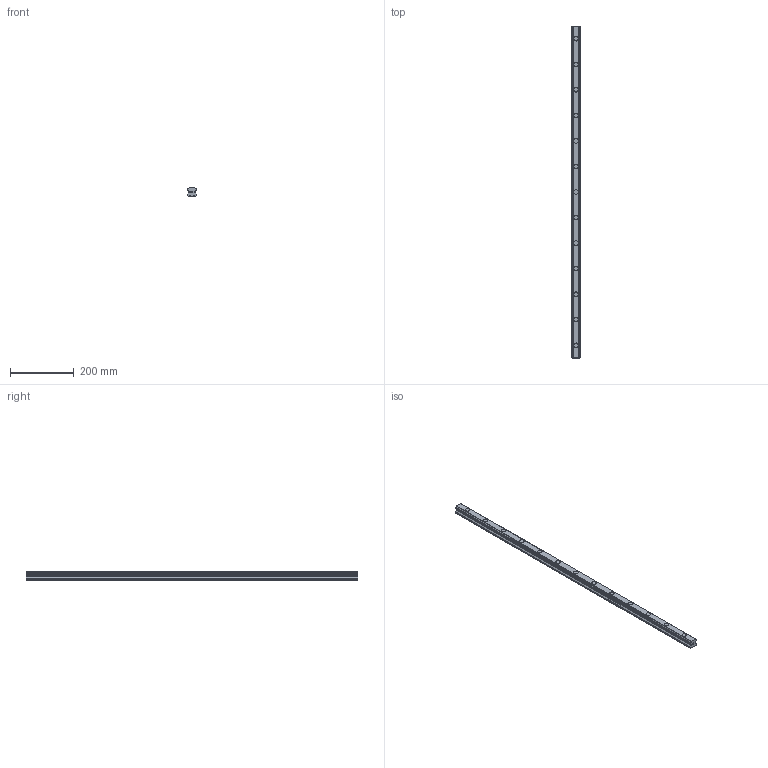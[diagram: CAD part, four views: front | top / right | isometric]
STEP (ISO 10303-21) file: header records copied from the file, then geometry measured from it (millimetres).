
FILE_DESCRIPTION(('STEP AP214'),'1');
FILE_NAME('cctmp_28C7D136-0C5D-40DC-B8F9-F7F3B4CBED9D_2020_6_24_14_39_10_43..stp','2020-06-24T12:39:10',('HIWIN GmbH'),('CADClick - www.CADClick.com'),'Spatial InterOp 3D',' ','unknown authorization');
FILE_SCHEMA(('AUTOMOTIVE_DESIGN'));
Length unit declared in the file: millimetre
Products named in the file (1): HGR30R1040H_FILE
Bounding box: 28 x 1040 x 26 mm (x, y, z)
Volume: 605094.8 mm3; surface area: 129662 mm2
Topology: 1 solids, 1 shells, 232 faces, 561 edges, 374 vertices
Faces by surface type: plane 132, cylinder 100
Entity records: 8705 total; most frequent: DIRECTION 1227, CARTESIAN_POINT 1168, ORIENTED_EDGE 1122, EDGE_CURVE 561, AXIS2_PLACEMENT_3D 433, VERTEX_POINT 374, LINE 361, VECTOR 361
